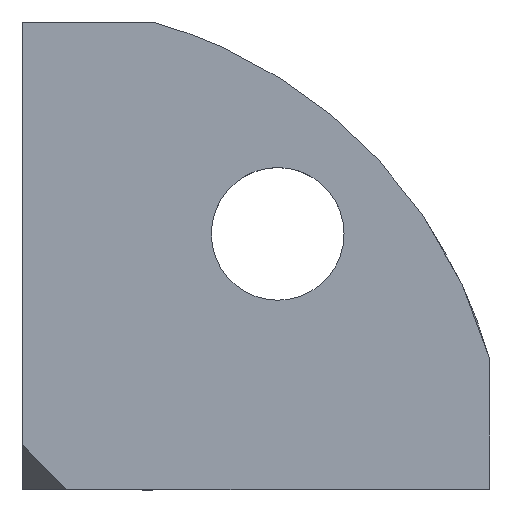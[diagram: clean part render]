
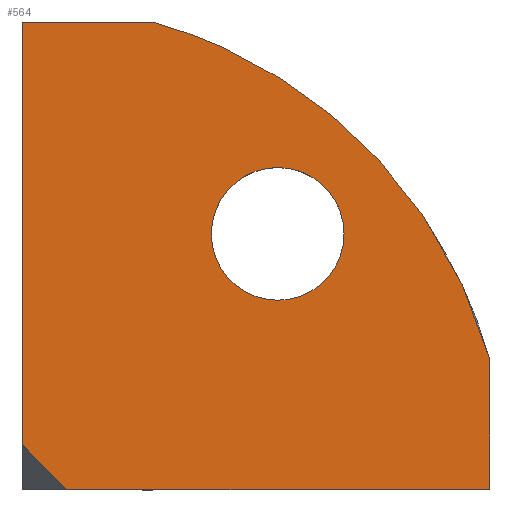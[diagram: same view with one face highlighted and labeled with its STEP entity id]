
A CAD part, top view. The second image highlights one B-rep face of the part: STEP entity #564.
In plain terms, the highlighted planar face has unit normal (0, 0, 1).
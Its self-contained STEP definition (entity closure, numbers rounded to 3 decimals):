
#6 = CARTESIAN_POINT ( 'NONE',  ( 0., 18.3, 0. ) ) ;
#9 = VECTOR ( 'NONE', #609, 1000. ) ;
#20 = DIRECTION ( 'NONE',  ( 0., 0., 1. ) ) ;
#30 = CARTESIAN_POINT ( 'NONE',  ( 8.895, 16.794, 0. ) ) ;
#60 = AXIS2_PLACEMENT_3D ( 'NONE', #190, #378, #431 ) ;
#65 = DIRECTION ( 'NONE',  ( 0., 1., 0. ) ) ;
#69 = VERTEX_POINT ( 'NONE', #298 ) ;
#83 = DIRECTION ( 'NONE',  ( 0., -1., 0. ) ) ;
#84 = CARTESIAN_POINT ( 'NONE',  ( 18.3, 0., 0. ) ) ;
#86 = DIRECTION ( 'NONE',  ( -1., 0., 0. ) ) ;
#110 = CARTESIAN_POINT ( 'NONE',  ( 8.168, 17.159, 0. ) ) ;
#112 = VECTOR ( 'NONE', #86, 1000. ) ;
#114 = CARTESIAN_POINT ( 'NONE',  ( 10.966, 15.537, 0. ) ) ;
#132 = ORIENTED_EDGE ( 'NONE', *, *, #446, .T. ) ;
#149 = CARTESIAN_POINT ( 'NONE',  ( 18.08, 5.898, 0. ) ) ;
#153 = CARTESIAN_POINT ( 'NONE',  ( 5.11, 18.3, 0. ) ) ;
#155 = CIRCLE ( 'NONE', #351, 2.6 ) ;
#157 = VERTEX_POINT ( 'NONE', #678 ) ;
#163 = VERTEX_POINT ( 'NONE', #735 ) ;
#165 = CARTESIAN_POINT ( 'NONE',  ( 9.251, 16.601, 0. ) ) ;
#166 = CARTESIAN_POINT ( 'NONE',  ( 11.926, 14.797, 0. ) ) ;
#167 = ORIENTED_EDGE ( 'NONE', *, *, #573, .T. ) ;
#190 = CARTESIAN_POINT ( 'NONE',  ( 10., 10., 0. ) ) ;
#194 = EDGE_LOOP ( 'NONE', ( #205, #289 ) ) ;
#195 = CARTESIAN_POINT ( 'NONE',  ( 18.3, 0., 0. ) ) ;
#205 = ORIENTED_EDGE ( 'NONE', *, *, #704, .T. ) ;
#217 = AXIS2_PLACEMENT_3D ( 'NONE', #260, #20, #338 ) ;
#218 = CARTESIAN_POINT ( 'NONE',  ( 12.239, 14.539, 0. ) ) ;
#222 = FACE_BOUND ( 'NONE', #194, .T. ) ;
#228 = LINE ( 'NONE', #195, #9 ) ;
#233 = VERTEX_POINT ( 'NONE', #603 ) ;
#254 = DIRECTION ( 'NONE',  ( -0.707, 0.707, 0. ) ) ;
#260 = CARTESIAN_POINT ( 'NONE',  ( 0., 0., 0. ) ) ;
#284 = CARTESIAN_POINT ( 'NONE',  ( 7.797, 17.331, 0. ) ) ;
#289 = ORIENTED_EDGE ( 'NONE', *, *, #606, .T. ) ;
#291 = ORIENTED_EDGE ( 'NONE', *, *, #760, .T. ) ;
#295 = VECTOR ( 'NONE', #428, 1000. ) ;
#298 = CARTESIAN_POINT ( 'NONE',  ( 5.11, 18.3, 0. ) ) ;
#338 = DIRECTION ( 'NONE',  ( 1., 0., 0. ) ) ;
#344 = B_SPLINE_CURVE_WITH_KNOTS ( 'NONE', 3,
 ( #610, #149, #577, #401, #745, #411, #467, #465, #466, #218, #166, #114, #574, #165, #30, #110, #284, #641, #415, #153 ),
 .UNSPECIFIED., .F., .F.,
 ( 4, 2, 2, 2, 2, 2, 2, 2, 2, 4 ),
 ( 0., 0.002, 0.005, 0.01, 0.011, 0.012, 0.015, 0.016, 0.017, 0.02 ),
 .UNSPECIFIED. ) ;
#351 = AXIS2_PLACEMENT_3D ( 'NONE', #437, #736, #83 ) ;
#378 = DIRECTION ( 'NONE',  ( 0., 0., -1. ) ) ;
#385 = VECTOR ( 'NONE', #65, 1000. ) ;
#398 = CIRCLE ( 'NONE', #60, 2.6 ) ;
#401 = CARTESIAN_POINT ( 'NONE',  ( 17.175, 8.167, 0. ) ) ;
#404 = EDGE_CURVE ( 'NONE', #163, #420, #530, .T. ) ;
#407 = VERTEX_POINT ( 'NONE', #664 ) ;
#411 = CARTESIAN_POINT ( 'NONE',  ( 15.575, 11.003, 0. ) ) ;
#415 = CARTESIAN_POINT ( 'NONE',  ( 5.898, 18.08, 0. ) ) ;
#420 = VERTEX_POINT ( 'NONE', #727 ) ;
#428 = DIRECTION ( 'NONE',  ( -1., 0., 0. ) ) ;
#431 = DIRECTION ( 'NONE',  ( 0., -1., 0. ) ) ;
#437 = CARTESIAN_POINT ( 'NONE',  ( 10., 10., 0. ) ) ;
#446 = EDGE_CURVE ( 'NONE', #69, #420, #560, .T. ) ;
#449 = LINE ( 'NONE', #670, #112 ) ;
#465 = CARTESIAN_POINT ( 'NONE',  ( 13.149, 13.721, 0. ) ) ;
#466 = CARTESIAN_POINT ( 'NONE',  ( 12.85, 14.002, 0. ) ) ;
#467 = CARTESIAN_POINT ( 'NONE',  ( 14.589, 12.28, 0. ) ) ;
#469 = FACE_OUTER_BOUND ( 'NONE', #470, .T. ) ;
#470 = EDGE_LOOP ( 'NONE', ( #747, #671, #167, #291, #132, #544 ) ) ;
#479 = EDGE_CURVE ( 'NONE', #233, #163, #580, .T. ) ;
#486 = CARTESIAN_POINT ( 'NONE',  ( 18.3, 5.11, 0. ) ) ;
#507 = PLANE ( 'NONE',  #217 ) ;
#530 = LINE ( 'NONE', #598, #385 ) ;
#544 = ORIENTED_EDGE ( 'NONE', *, *, #404, .F. ) ;
#560 = LINE ( 'NONE', #6, #295 ) ;
#564 = ADVANCED_FACE ( 'NONE', ( #469, #222 ), #507, .T. ) ;
#571 = VERTEX_POINT ( 'NONE', #84 ) ;
#573 = EDGE_CURVE ( 'NONE', #571, #685, #228, .T. ) ;
#574 = CARTESIAN_POINT ( 'NONE',  ( 10.297, 15.988, 0. ) ) ;
#577 = CARTESIAN_POINT ( 'NONE',  ( 17.811, 6.667, 0. ) ) ;
#580 = LINE ( 'NONE', #602, #721 ) ;
#598 = CARTESIAN_POINT ( 'NONE',  ( 0., 0., 0. ) ) ;
#602 = CARTESIAN_POINT ( 'NONE',  ( 1.732, 0., 0. ) ) ;
#603 = CARTESIAN_POINT ( 'NONE',  ( 1.732, 0., 0. ) ) ;
#606 = EDGE_CURVE ( 'NONE', #407, #157, #155, .T. ) ;
#609 = DIRECTION ( 'NONE',  ( 0., 1., 0. ) ) ;
#610 = CARTESIAN_POINT ( 'NONE',  ( 18.3, 5.11, 0. ) ) ;
#641 = CARTESIAN_POINT ( 'NONE',  ( 6.668, 17.81, 0. ) ) ;
#648 = EDGE_CURVE ( 'NONE', #571, #233, #449, .T. ) ;
#664 = CARTESIAN_POINT ( 'NONE',  ( 10., 12.6, 0. ) ) ;
#670 = CARTESIAN_POINT ( 'NONE',  ( 0., 0., 0. ) ) ;
#671 = ORIENTED_EDGE ( 'NONE', *, *, #648, .F. ) ;
#678 = CARTESIAN_POINT ( 'NONE',  ( 10., 7.4, 0. ) ) ;
#685 = VERTEX_POINT ( 'NONE', #486 ) ;
#704 = EDGE_CURVE ( 'NONE', #157, #407, #398, .T. ) ;
#721 = VECTOR ( 'NONE', #254, 1000. ) ;
#727 = CARTESIAN_POINT ( 'NONE',  ( 0., 18.3, 0. ) ) ;
#735 = CARTESIAN_POINT ( 'NONE',  ( 0., 1.732, 0. ) ) ;
#736 = DIRECTION ( 'NONE',  ( 0., 0., -1. ) ) ;
#745 = CARTESIAN_POINT ( 'NONE',  ( 16.806, 8.901, 0. ) ) ;
#747 = ORIENTED_EDGE ( 'NONE', *, *, #479, .F. ) ;
#760 = EDGE_CURVE ( 'NONE', #685, #69, #344, .T. ) ;
